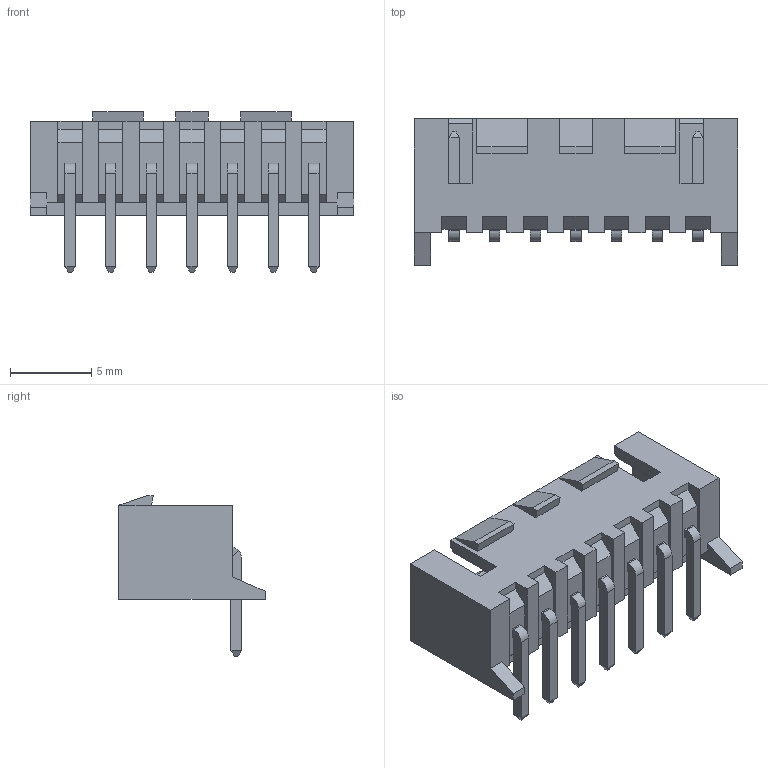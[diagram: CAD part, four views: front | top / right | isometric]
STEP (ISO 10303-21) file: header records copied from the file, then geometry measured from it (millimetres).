
FILE_DESCRIPTION (( 'STEP AP214' ), '1' );
FILE_NAME ('EBF14952-9EC8-48F2-85F2-F14EEBB5BCA5.STEP', '2025-09-19T03:56:40', ( '' ), ( '' ), 'SwSTEP 2.0', 'SolidWorks 2022', '' );
FILE_SCHEMA (( 'AUTOMOTIVE_DESIGN' ));
Length unit declared in the file: millimetre
Products named in the file (1): EBF14952-9EC8-48F2-85F2-F14EEBB5BCA5
Bounding box: 19.9 x 9 x 9.89 mm (x, y, z)
Volume: 419.1 mm3; surface area: 1026.7 mm2
Topology: 1 solids, 1 shells, 257 faces, 643 edges, 402 vertices
Faces by surface type: plane 250, cylinder 7
Entity records: 8515 total; most frequent: CARTESIAN_POINT 1303, ORIENTED_EDGE 1286, DIRECTION 1187, EDGE_CURVE 643, LINE 615, VECTOR 615, VERTEX_POINT 402, AXIS2_PLACEMENT_3D 286
